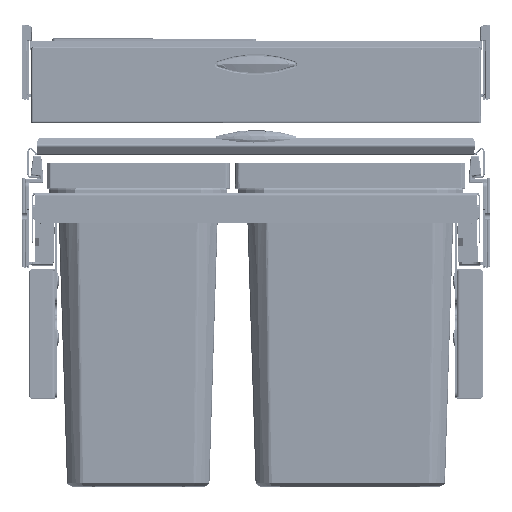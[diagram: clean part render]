
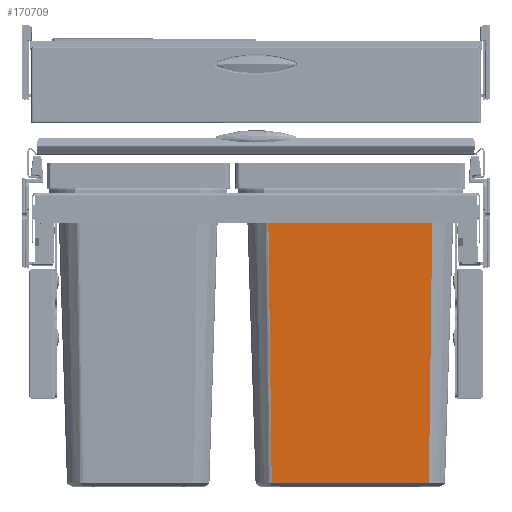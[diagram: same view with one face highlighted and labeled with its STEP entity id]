
A CAD part, top view. The second image highlights one B-rep face of the part: STEP entity #170709.
In plain terms, the highlighted planar face has unit normal (0, -0.031, 1).
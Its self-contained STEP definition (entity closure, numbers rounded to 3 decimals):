
#41960=EDGE_CURVE('9833',#91650,#91647,#91651,.T.);
#42012=EDGE_CURVE('9781',#91647,#91718,#91721,.T.);
#42014=EDGE_CURVE('9817',#91723,#91718,#91724,.T.);
#42016=EDGE_CURVE('9786',#91650,#91723,#91726,.T.);
#91647=VERTEX_POINT('',#169918);
#91650=VERTEX_POINT('',#169929);
#91651=LINE('',#169930,#169931);
#91718=VERTEX_POINT('',#170123);
#91721=B_SPLINE_CURVE_WITH_KNOTS('',3,(#170132,#170133,#170134,#170135,#170136,#170137),.UNSPECIFIED.,.F.,.F.,(4,1,1,4),(0.0,0.333,0.667,1.0),.UNSPECIFIED.);
#91723=VERTEX_POINT('',#170140);
#91724=LINE('',#170141,#170142);
#91726=B_SPLINE_CURVE_WITH_KNOTS('',3,(#170145,#170146,#170147,#170148,#170149,#170150),.UNSPECIFIED.,.F.,.F.,(4,1,1,4),(0.0,0.333,0.667,1.0),.UNSPECIFIED.);
#169918=CARTESIAN_POINT('',(11.871,9.8,-11.429));
#169929=CARTESIAN_POINT('',(176.729,9.8,-11.429));
#169930=CARTESIAN_POINT('',(176.729,9.8,-11.429));
#169931=VECTOR('',#256356,164.857);
#170123=CARTESIAN_POINT('',(15.72,-290.329,-20.784));
#170132=CARTESIAN_POINT('',(11.871,9.8,-11.429));
#170133=CARTESIAN_POINT('',(12.317,-25.284,-12.522));
#170134=CARTESIAN_POINT('',(13.196,-94.295,-14.673));
#170135=CARTESIAN_POINT('',(14.478,-194.335,-17.792));
#170136=CARTESIAN_POINT('',(15.309,-258.716,-19.799));
#170137=CARTESIAN_POINT('',(15.72,-290.329,-20.784));
#170140=CARTESIAN_POINT('',(172.88,-290.329,-20.784));
#170141=CARTESIAN_POINT('',(172.88,-290.329,-20.784));
#170142=VECTOR('',#256368,157.161);
#170145=CARTESIAN_POINT('',(176.729,9.8,-11.429));
#170146=CARTESIAN_POINT('',(176.283,-25.284,-12.522));
#170147=CARTESIAN_POINT('',(175.404,-94.295,-14.673));
#170148=CARTESIAN_POINT('',(174.122,-194.335,-17.792));
#170149=CARTESIAN_POINT('',(173.291,-258.716,-19.799));
#170150=CARTESIAN_POINT('',(172.88,-290.329,-20.784));
#170709=ADVANCED_FACE('7138',(#256730),#256731,.T.);
#256356=DIRECTION('',(-1.0,0.0,0.0));
#256368=DIRECTION('',(-1.0,0.0,0.0));
#256730=FACE_OUTER_BOUND('',#302310,.T.);
#256731=PLANE('',#302311);
#302310=EDGE_LOOP('',(#342912,#342913,#342914,#342915));
#302311=AXIS2_PLACEMENT_3D('',#342916,#342917,#342918);
#342912=ORIENTED_EDGE('',*,*,#42014,.F.);
#342913=ORIENTED_EDGE('',*,*,#42016,.F.);
#342914=ORIENTED_EDGE('',*,*,#41960,.T.);
#342915=ORIENTED_EDGE('',*,*,#42012,.T.);
#342916=CARTESIAN_POINT('',(94.3,-130.469,-15.801));
#342917=DIRECTION('',(0.0,-0.031,1.));
#342918=DIRECTION('',(1.0,0.0,0.0));
